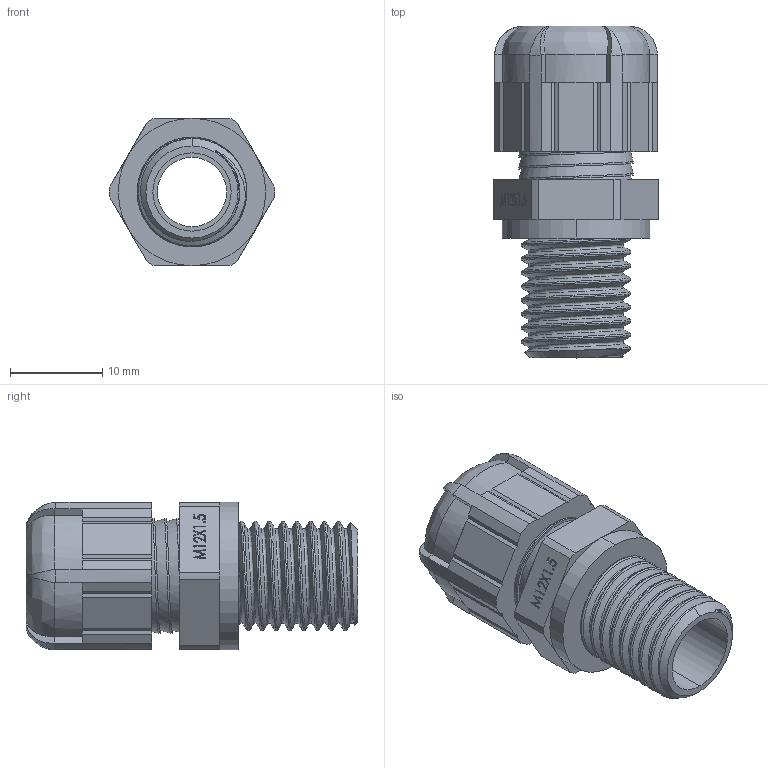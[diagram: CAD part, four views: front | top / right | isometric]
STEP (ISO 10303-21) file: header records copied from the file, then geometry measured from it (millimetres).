
FILE_DESCRIPTION (( 'STEP AP203' ), '1' );
FILE_NAME ('4912.STEP', '2025-04-28T11:12:34', ( '' ), ( '' ), 'SwSTEP 2.0', 'SolidWorks 2022', '' );
FILE_SCHEMA (( 'CONFIG_CONTROL_DESIGN' ));
Length unit declared in the file: millimetre
Products named in the file (1): 4912
Bounding box: 18 x 36.01 x 16 mm (x, y, z)
Volume: 3829.5 mm3; surface area: 3434.8 mm2
Topology: 1 solids, 1 shells, 320 faces, 863 edges, 563 vertices
Faces by surface type: plane 177, bspline 101, cylinder 38, cone 4
Entity records: 16419 total; most frequent: CARTESIAN_POINT 9069, ORIENTED_EDGE 1726, DIRECTION 1142, EDGE_CURVE 863, VERTEX_POINT 563, LINE 524, VECTOR 524, EDGE_LOOP 340
